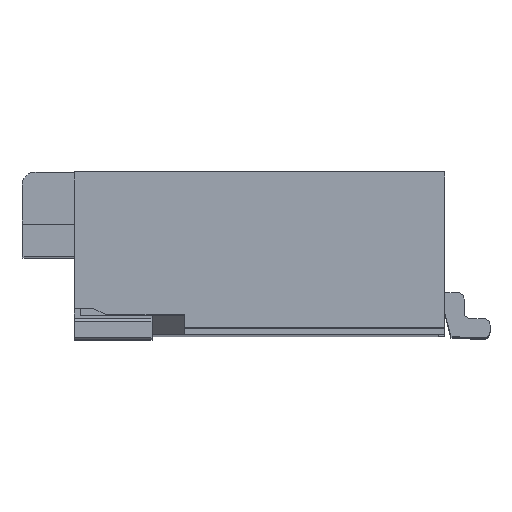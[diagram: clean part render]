
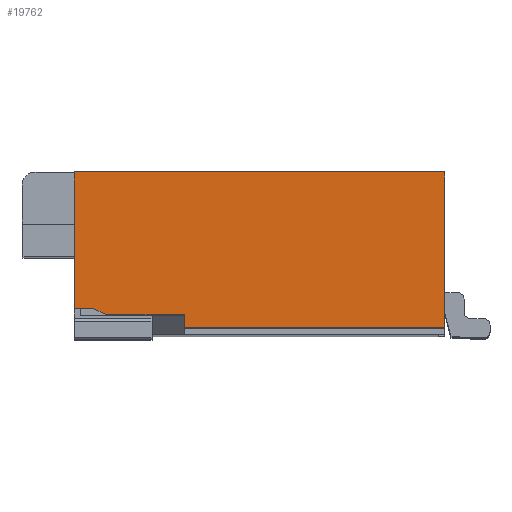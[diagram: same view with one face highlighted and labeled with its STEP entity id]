
A CAD part, top view. The second image highlights one B-rep face of the part: STEP entity #19762.
In plain terms, the highlighted planar face has unit normal (0, 0, 1).
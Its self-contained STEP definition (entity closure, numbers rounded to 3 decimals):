
#445 = ORIENTED_EDGE ( 'NONE', *, *, #30028, .T. ) ;
#735 = CARTESIAN_POINT ( 'NONE',  ( 35.7, 2.5, 10.12 ) ) ;
#780 = CARTESIAN_POINT ( 'NONE',  ( 30., 0.3, 10.12 ) ) ;
#2445 = CARTESIAN_POINT ( 'NONE',  ( 32.916, 1.69, 10.12 ) ) ;
#2491 = CARTESIAN_POINT ( 'NONE',  ( 30., 0.4, 10.12 ) ) ;
#2688 = ORIENTED_EDGE ( 'NONE', *, *, #5118, .F. ) ;
#2697 = DIRECTION ( 'NONE',  ( 1., 0., 0. ) ) ;
#2805 = EDGE_CURVE ( 'NONE', #23171, #31659, #8674, .T. ) ;
#2970 = VERTEX_POINT ( 'NONE', #9358 ) ;
#3496 = CARTESIAN_POINT ( 'NONE',  ( 35.7, 0.1, 10.12 ) ) ;
#3929 = VECTOR ( 'NONE', #24662, 1000. ) ;
#4460 = LINE ( 'NONE', #2491, #16144 ) ;
#4834 = ORIENTED_EDGE ( 'NONE', *, *, #27699, .T. ) ;
#5051 = VERTEX_POINT ( 'NONE', #3496 ) ;
#5118 = EDGE_CURVE ( 'NONE', #21064, #5051, #21681, .T. ) ;
#5316 = LINE ( 'NONE', #15995, #7941 ) ;
#5732 = EDGE_CURVE ( 'NONE', #31604, #31659, #24184, .T. ) ;
#5910 = CARTESIAN_POINT ( 'NONE',  ( 30., 2.5, 10.12 ) ) ;
#6508 = CARTESIAN_POINT ( 'NONE',  ( 30., 0., 10.12 ) ) ;
#7095 = VECTOR ( 'NONE', #32704, 1000. ) ;
#7941 = VECTOR ( 'NONE', #2697, 1000. ) ;
#8674 = LINE ( 'NONE', #780, #21654 ) ;
#9275 = EDGE_CURVE ( 'NONE', #21064, #2970, #9399, .T. ) ;
#9358 = CARTESIAN_POINT ( 'NONE',  ( 30., 2.5, 10.12 ) ) ;
#9399 = LINE ( 'NONE', #5910, #3929 ) ;
#9806 = AXIS2_PLACEMENT_3D ( 'NONE', #2445, #13116, #26599 ) ;
#10809 = VERTEX_POINT ( 'NONE', #31734 ) ;
#12033 = EDGE_CURVE ( 'NONE', #31604, #10809, #4460, .T. ) ;
#12314 = ORIENTED_EDGE ( 'NONE', *, *, #9275, .T. ) ;
#13116 = DIRECTION ( 'NONE',  ( 0., 0., 1. ) ) ;
#13163 = DIRECTION ( 'NONE',  ( -1., 0., 0. ) ) ;
#13375 = EDGE_LOOP ( 'NONE', ( #2688, #12314, #29492, #25327, #27247, #20433, #445, #4834 ) ) ;
#13987 = CARTESIAN_POINT ( 'NONE',  ( 30.5, 0.3, 10.12 ) ) ;
#15922 = FACE_OUTER_BOUND ( 'NONE', #13375, .T. ) ;
#15995 = CARTESIAN_POINT ( 'NONE',  ( 30., 0.1, 10.12 ) ) ;
#16144 = VECTOR ( 'NONE', #13163, 1000. ) ;
#17187 = DIRECTION ( 'NONE',  ( 0., 1., 0. ) ) ;
#18047 = DIRECTION ( 'NONE',  ( 0., -1., 0. ) ) ;
#18750 = CARTESIAN_POINT ( 'NONE',  ( 30., 0.55, 10.12 ) ) ;
#18912 = PLANE ( 'NONE',  #9806 ) ;
#19762 = ADVANCED_FACE ( 'NONE', ( #15922 ), #18912, .T. ) ;
#19818 = LINE ( 'NONE', #6508, #26671 ) ;
#20433 = ORIENTED_EDGE ( 'NONE', *, *, #2805, .F. ) ;
#21064 = VERTEX_POINT ( 'NONE', #735 ) ;
#21186 = LINE ( 'NONE', #28565, #34007 ) ;
#21236 = EDGE_CURVE ( 'NONE', #10809, #2970, #19818, .T. ) ;
#21381 = DIRECTION ( 'NONE',  ( 0.894, -0.447, 0. ) ) ;
#21654 = VECTOR ( 'NONE', #33171, 1000. ) ;
#21681 = LINE ( 'NONE', #32376, #7095 ) ;
#23171 = VERTEX_POINT ( 'NONE', #26803 ) ;
#23279 = CARTESIAN_POINT ( 'NONE',  ( 31.7, 0.1, 10.12 ) ) ;
#24184 = LINE ( 'NONE', #18750, #30617 ) ;
#24662 = DIRECTION ( 'NONE',  ( -1., 0., 0. ) ) ;
#25327 = ORIENTED_EDGE ( 'NONE', *, *, #12033, .F. ) ;
#26599 = DIRECTION ( 'NONE',  ( 1., 0., 0. ) ) ;
#26671 = VECTOR ( 'NONE', #17187, 1000. ) ;
#26803 = CARTESIAN_POINT ( 'NONE',  ( 31.7, 0.3, 10.12 ) ) ;
#27247 = ORIENTED_EDGE ( 'NONE', *, *, #5732, .T. ) ;
#27699 = EDGE_CURVE ( 'NONE', #28260, #5051, #5316, .T. ) ;
#28260 = VERTEX_POINT ( 'NONE', #23279 ) ;
#28565 = CARTESIAN_POINT ( 'NONE',  ( 31.7, 0., 10.12 ) ) ;
#29492 = ORIENTED_EDGE ( 'NONE', *, *, #21236, .F. ) ;
#30028 = EDGE_CURVE ( 'NONE', #23171, #28260, #21186, .T. ) ;
#30617 = VECTOR ( 'NONE', #21381, 1000. ) ;
#31604 = VERTEX_POINT ( 'NONE', #32169 ) ;
#31659 = VERTEX_POINT ( 'NONE', #13987 ) ;
#31734 = CARTESIAN_POINT ( 'NONE',  ( 30., 0.4, 10.12 ) ) ;
#32169 = CARTESIAN_POINT ( 'NONE',  ( 30.3, 0.4, 10.12 ) ) ;
#32376 = CARTESIAN_POINT ( 'NONE',  ( 35.7, 0., 10.12 ) ) ;
#32704 = DIRECTION ( 'NONE',  ( 0., -1., 0. ) ) ;
#33171 = DIRECTION ( 'NONE',  ( -1., 0., 0. ) ) ;
#34007 = VECTOR ( 'NONE', #18047, 1000. ) ;
